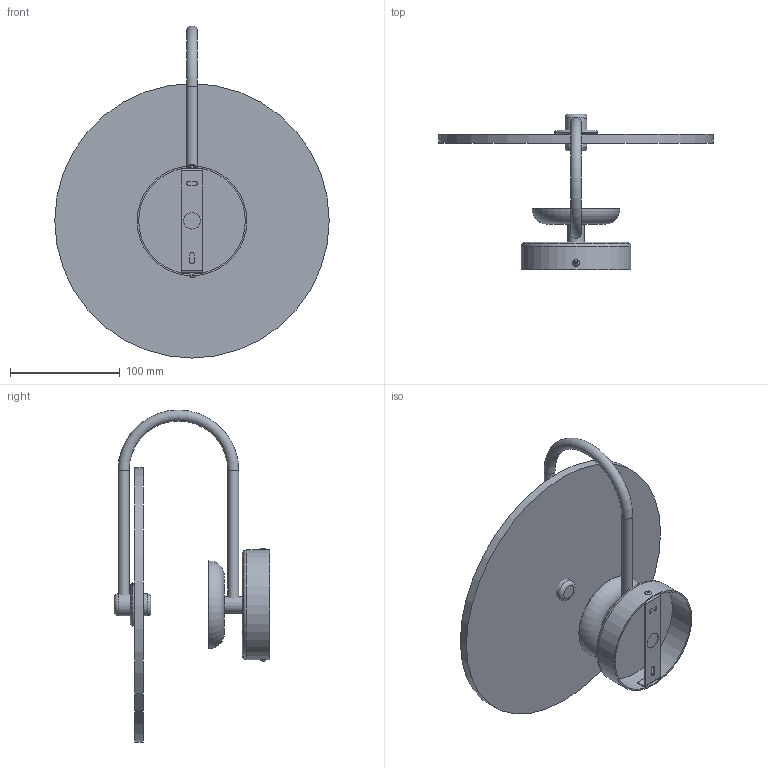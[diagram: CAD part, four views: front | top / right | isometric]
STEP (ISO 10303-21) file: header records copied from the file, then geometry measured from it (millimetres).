
FILE_DESCRIPTION(/* description */ (''),/* implementation_level */ '2;1');
FILE_NAME(/* name */ 'Retro W0401 v1.step',/* time_stamp */ '2025-08-05T14:34:23+02:00',/* author */ (''),/* organization */ (''),/* preprocessor_version */ 'ST-DEVELOPER v20.1',/* originating_system */ 'Autodesk Translation Framework v14.10.0.0',/* authorisation */ '');
FILE_SCHEMA (('AUTOMOTIVE_DESIGN { 1 0 10303 214 3 1 1 }'));
Length unit declared in the file: millimetre
Products named in the file (1): Retro W0401
Bounding box: 250 x 141.75 x 302.5 mm (x, y, z)
Volume: 515131.8 mm3; surface area: 176844.5 mm2
Topology: 11 solids, 11 shells, 83 faces, 158 edges, 100 vertices
Faces by surface type: plane 45, cylinder 22, torus 10, cone 4, bspline 2
Full cylindrical faces by diameter (mm): 3 x2, 10 x3, 15 x2, 20 x1, 42 x2, 50 x1, 97.2 x1, 100 x1, 250 x1
Entity records: 2327 total; most frequent: CARTESIAN_POINT 528, DIRECTION 398, ORIENTED_EDGE 316, AXIS2_PLACEMENT_3D 164, EDGE_CURVE 158, EDGE_LOOP 102, VERTEX_POINT 100, FACE_OUTER_BOUND 83
